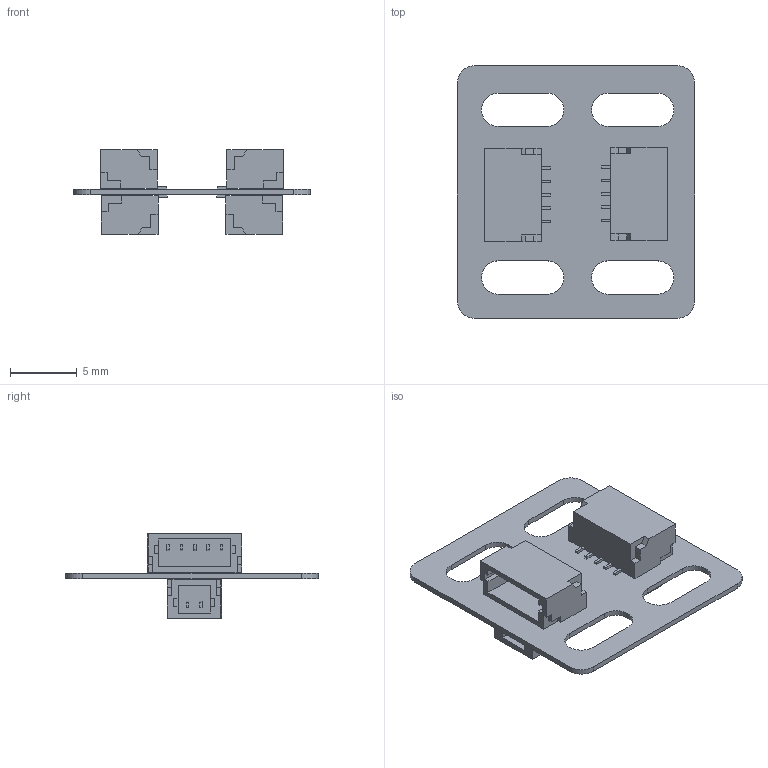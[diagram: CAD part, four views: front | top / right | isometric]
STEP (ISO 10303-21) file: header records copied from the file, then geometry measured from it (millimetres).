
FILE_DESCRIPTION(('Open CASCADE Model'),'2;1');
FILE_NAME('Open CASCADE Shape Model','2020-11-09T14:13:30',('Author'),( 'Open CASCADE'),'Open CASCADE STEP processor 6.8','Open CASCADE 6.8' ,'Unknown');
FILE_SCHEMA(('AUTOMOTIVE_DESIGN { 1 0 10303 214 1 1 1 1 }'));
Length unit declared in the file: millimetre
Products named in the file (9): PCB; Board; Open CASCADE STEP translator 6.8 1.1.1; J4; SM02B-SRSS-TB; J3; J2; SM05B-SRSS-TB; J1
Assembly tree (10 placements, depth 3):
  PCB
    Board
      Open CASCADE STEP translator 6.8 1.1.1
    J4
      SM02B-SRSS-TB
    J3
      SM02B-SRSS-TB
    J2
      SM05B-SRSS-TB
    J1
      SM05B-SRSS-TB
Bounding box: 17.78 x 18.92 x 6.36 mm (x, y, z)
Volume: 278.4 mm3; surface area: 1220.8 mm2
Topology: 5 solids, 5 shells, 360 faces, 988 edges, 656 vertices
Faces by surface type: plane 348, cylinder 12
Entity records: 7397 total; most frequent: CARTESIAN_POINT 1086, ORIENTED_EDGE 1060, DIRECTION 962, EDGE_CURVE 530, LINE 506, VECTOR 506, VERTEX_POINT 352, AXIS2_PLACEMENT_3D 228
